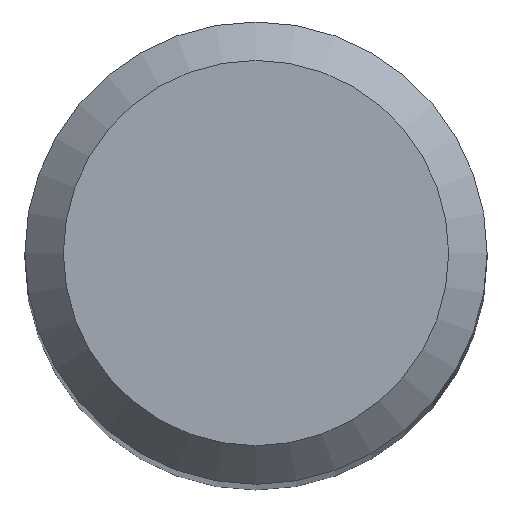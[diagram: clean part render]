
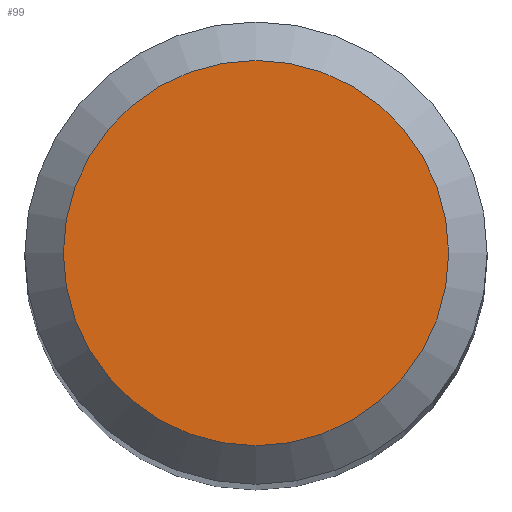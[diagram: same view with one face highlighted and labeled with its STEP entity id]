
A CAD part, top view. The second image highlights one B-rep face of the part: STEP entity #99.
In plain terms, the highlighted planar face has unit normal (0, 0, 1).
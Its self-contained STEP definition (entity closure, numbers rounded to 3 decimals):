
#13 = PLANE ( 'NONE',  #103 ) ;
#28 = CIRCLE ( 'NONE', #85, 2.5 ) ;
#31 = DIRECTION ( 'NONE',  ( 0., 1., 0. ) ) ;
#63 = EDGE_CURVE ( 'NONE', #242, #242, #28, .T. ) ;
#85 = AXIS2_PLACEMENT_3D ( 'NONE', #128, #202, #107 ) ;
#87 = CARTESIAN_POINT ( 'NONE',  ( 0., 0., 55. ) ) ;
#99 = ADVANCED_FACE ( 'NONE', ( #182 ), #13, .F. ) ;
#103 = AXIS2_PLACEMENT_3D ( 'NONE', #87, #187, #31 ) ;
#107 = DIRECTION ( 'NONE',  ( 0., 1., 0. ) ) ;
#128 = CARTESIAN_POINT ( 'NONE',  ( 0., 0., 55. ) ) ;
#182 = FACE_OUTER_BOUND ( 'NONE', #239, .T. ) ;
#187 = DIRECTION ( 'NONE',  ( 0., 0., -1. ) ) ;
#197 = ORIENTED_EDGE ( 'NONE', *, *, #63, .F. ) ;
#202 = DIRECTION ( 'NONE',  ( 0., 0., -1. ) ) ;
#227 = CARTESIAN_POINT ( 'NONE',  ( 0., 2.5, 55. ) ) ;
#239 = EDGE_LOOP ( 'NONE', ( #197 ) ) ;
#242 = VERTEX_POINT ( 'NONE', #227 ) ;
